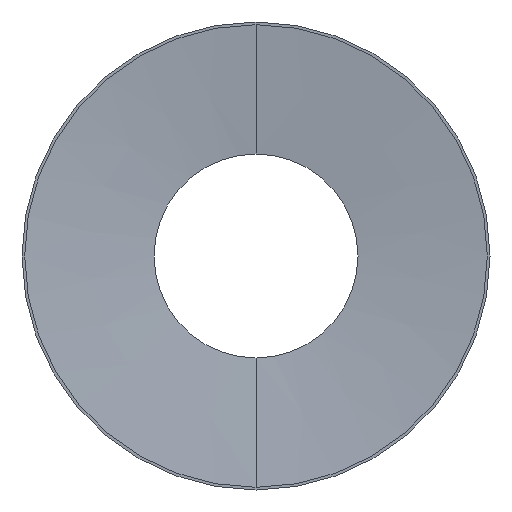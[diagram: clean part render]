
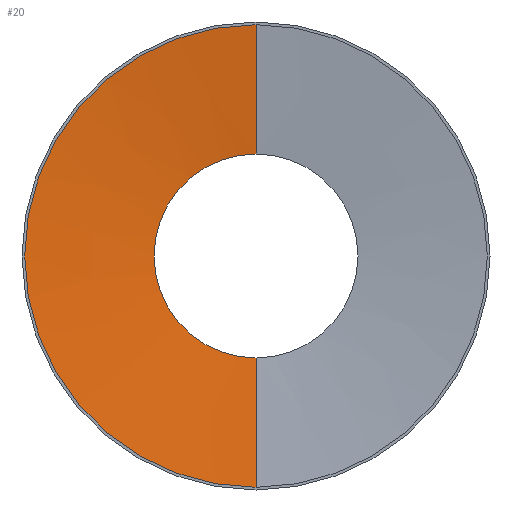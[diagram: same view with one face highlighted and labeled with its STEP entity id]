
A CAD part, front view. The second image highlights one B-rep face of the part: STEP entity #20.
In plain terms, the highlighted conical face has half-angle 83.517 degrees and reference radius 8.5 mm.
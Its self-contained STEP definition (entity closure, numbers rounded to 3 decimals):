
#2 = CARTESIAN_POINT ( 'NONE',  ( 0., 1.224, -8.5 ) ) ;
#6 = CARTESIAN_POINT ( 'NONE',  ( 0., 1.224, 0. ) ) ;
#7 = CARTESIAN_POINT ( 'NONE',  ( 0., 1.224, 8.5 ) ) ;
#18 = DIRECTION ( 'NONE',  ( 0., -1., 0. ) ) ;
#20 = ADVANCED_FACE ( 'NONE', ( #147 ), #60, .F. ) ;
#36 = CARTESIAN_POINT ( 'NONE',  ( 0., 1.224, 0. ) ) ;
#37 = DIRECTION ( 'NONE',  ( 0., 0., -1. ) ) ;
#38 = CARTESIAN_POINT ( 'NONE',  ( 0., 1.224, -8.5 ) ) ;
#39 = CARTESIAN_POINT ( 'NONE',  ( 0., 0., 0. ) ) ;
#49 = CARTESIAN_POINT ( 'NONE',  ( 0., 1.224, 8.5 ) ) ;
#54 = VERTEX_POINT ( 'NONE', #2 ) ;
#60 = CONICAL_SURFACE ( 'NONE', #222, 8.5, 1.458 ) ;
#67 = DIRECTION ( 'NONE',  ( 0., 0., -1. ) ) ;
#81 = ORIENTED_EDGE ( 'NONE', *, *, #239, .F. ) ;
#99 = EDGE_CURVE ( 'NONE', #139, #54, #266, .T. ) ;
#105 = CARTESIAN_POINT ( 'NONE',  ( 0., 0., 19.273 ) ) ;
#116 = EDGE_LOOP ( 'NONE', ( #187, #118, #214, #81 ) ) ;
#118 = ORIENTED_EDGE ( 'NONE', *, *, #164, .T. ) ;
#124 = EDGE_CURVE ( 'NONE', #279, #253, #260, .T. ) ;
#134 = AXIS2_PLACEMENT_3D ( 'NONE', #6, #246, #67 ) ;
#139 = VERTEX_POINT ( 'NONE', #7 ) ;
#141 = VECTOR ( 'NONE', #178, 1000. ) ;
#147 = FACE_OUTER_BOUND ( 'NONE', #116, .T. ) ;
#148 = LINE ( 'NONE', #38, #200 ) ;
#164 = EDGE_CURVE ( 'NONE', #139, #279, #250, .T. ) ;
#168 = DIRECTION ( 'NONE',  ( 0., -1., 0. ) ) ;
#169 = AXIS2_PLACEMENT_3D ( 'NONE', #39, #168, #267 ) ;
#178 = DIRECTION ( 'NONE',  ( 0., -0.113, 0.994 ) ) ;
#187 = ORIENTED_EDGE ( 'NONE', *, *, #99, .F. ) ;
#200 = VECTOR ( 'NONE', #278, 1000. ) ;
#214 = ORIENTED_EDGE ( 'NONE', *, *, #124, .T. ) ;
#222 = AXIS2_PLACEMENT_3D ( 'NONE', #36, #18, #37 ) ;
#239 = EDGE_CURVE ( 'NONE', #54, #253, #148, .T. ) ;
#246 = DIRECTION ( 'NONE',  ( 0., -1., 0. ) ) ;
#250 = LINE ( 'NONE', #49, #141 ) ;
#253 = VERTEX_POINT ( 'NONE', #283 ) ;
#260 = CIRCLE ( 'NONE', #169, 19.273 ) ;
#266 = CIRCLE ( 'NONE', #134, 8.5 ) ;
#267 = DIRECTION ( 'NONE',  ( 0., 0., -1. ) ) ;
#278 = DIRECTION ( 'NONE',  ( 0., -0.113, -0.994 ) ) ;
#279 = VERTEX_POINT ( 'NONE', #105 ) ;
#283 = CARTESIAN_POINT ( 'NONE',  ( 0., 0., -19.273 ) ) ;
